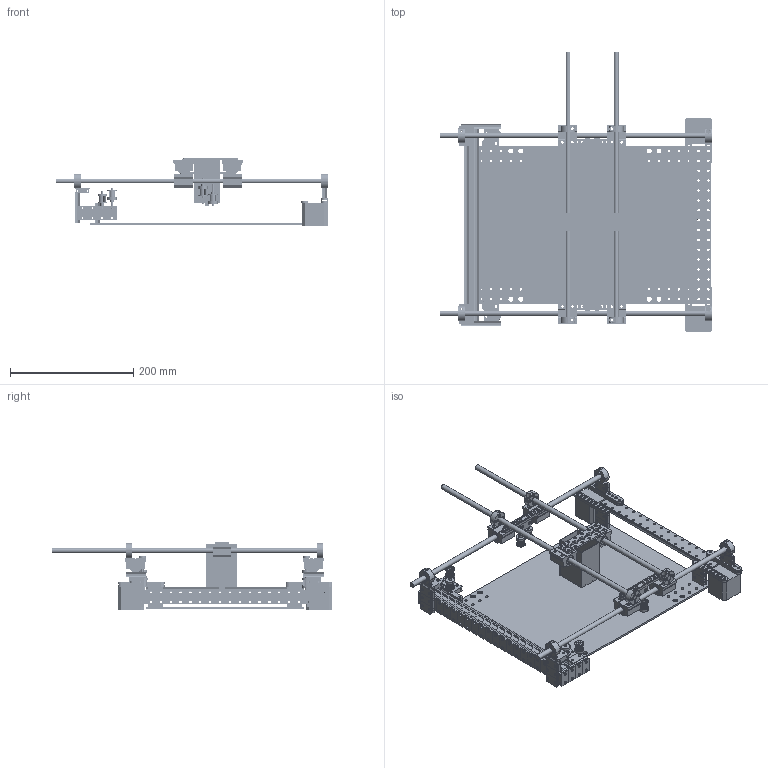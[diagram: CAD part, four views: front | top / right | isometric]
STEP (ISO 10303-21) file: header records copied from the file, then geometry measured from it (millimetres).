
FILE_DESCRIPTION(('STEP AP203'), '1');
FILE_NAME('Ïðèíòåð_áðàéëÿ', '', ('UNSPECIFIED'), ('UNSPECIFIED'), 'C3D Converter', 'C3D Toolkit', '');
FILE_SCHEMA(('CONFIG_CONTROL_DESIGN'));
Length unit declared in the file: millimetre
Assembly tree (71 placements, depth 3):
  (unnamed)
    (unnamed)  x14
      (unnamed)
    (unnamed)  x6
    (unnamed)  x2
    (unnamed)  x8
    (unnamed)  x4
    (unnamed)
    (unnamed)  x6
    (unnamed)  x6
    (unnamed)
    (unnamed)
    (unnamed)  x8
    (unnamed)  x8
    (unnamed)
    (unnamed)  x2
    (unnamed)
Bounding box: 441 x 455.02 x 110.26 mm (x, y, z)
Volume: 942616.3 mm3; surface area: 531103 mm2
Topology: 102 solids, 102 shells, 2692 faces, 7338 edges, 4878 vertices
Faces by surface type: plane 1648, cylinder 1044
Full cylindrical faces by diameter (mm): 1 x6, 2.459 x332, 4 x308, 4.134 x48, 6 x8, 8 x18, 15 x28
Entity records: 55626 total; most frequent: CARTESIAN_POINT 24196, DIRECTION 5431, ORIENTED_EDGE 5178, EDGE_CURVE 2589, EDGE_LOOP 2211, VERTEX_POINT 1990, AXIS2_PLACEMENT_3D 1971, FACE_BOUND 1499
